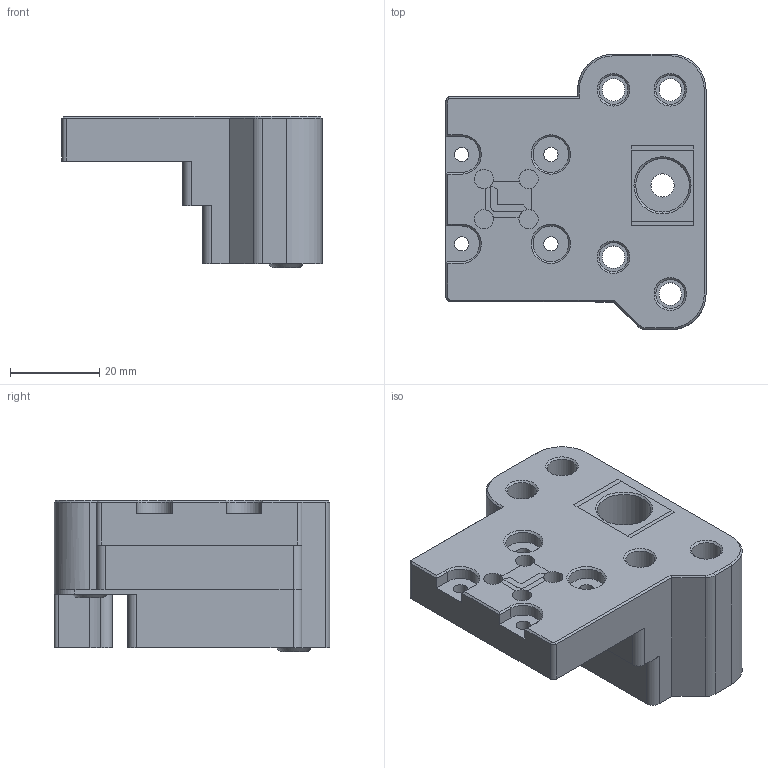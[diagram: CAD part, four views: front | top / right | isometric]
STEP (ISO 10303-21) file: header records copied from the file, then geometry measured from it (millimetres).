
FILE_DESCRIPTION(('FreeCAD Model'),'2;1');
FILE_NAME('Open CASCADE Shape Model','2022-10-14T15:17:17',(''),(''), 'Open CASCADE STEP processor 7.5','FreeCAD','Unknown');
FILE_SCHEMA(('AUTOMOTIVE_DESIGN { 1 0 10303 214 1 1 1 1 }'));
Length unit declared in the file: millimetre
Products named in the file (1): cf-left-top
Bounding box: 58.24 x 61.74 x 33.85 mm (x, y, z)
Volume: 54465.9 mm3; surface area: 16124.5 mm2
Topology: 1 solids, 1 shells, 126 faces, 317 edges, 205 vertices
Faces by surface type: plane 68, cylinder 41, cone 17
Full cylindrical faces by diameter (mm): 3.2 x4, 4.3 x4, 5.05 x4, 5.2 x1, 6.5 x4, 8 x4, 12 x2
Entity records: 3865 total; most frequent: CARTESIAN_POINT 683, DIRECTION 679, ORIENTED_EDGE 634, EDGE_CURVE 317, AXIS2_PLACEMENT_3D 239, VERTEX_POINT 205, LINE 201, VECTOR 201
